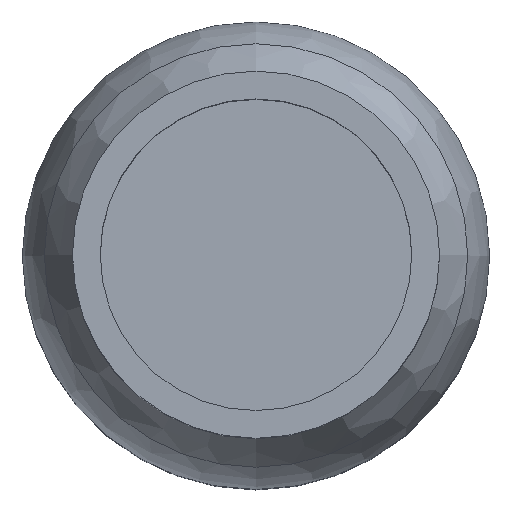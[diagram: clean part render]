
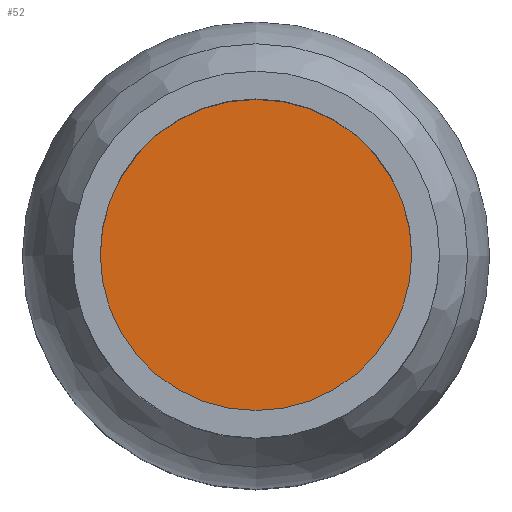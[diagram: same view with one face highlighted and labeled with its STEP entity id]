
A CAD part, top view. The second image highlights one B-rep face of the part: STEP entity #52.
In plain terms, the highlighted planar face has unit normal (0, 0, 1).
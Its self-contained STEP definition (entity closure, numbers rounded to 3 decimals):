
#52 = ADVANCED_FACE( '', ( #113 ), #114, .F. );
#113 = FACE_OUTER_BOUND( '', #284, .T. );
#114 = PLANE( '', #285 );
#284 = EDGE_LOOP( '', ( #384 ) );
#285 = AXIS2_PLACEMENT_3D( '', #385, #386, #387 );
#384 = ORIENTED_EDGE( '', *, *, #454, .F. );
#385 = CARTESIAN_POINT( '', ( 0., 0., 63.822 ) );
#386 = DIRECTION( '', ( 0., 0., -1. ) );
#387 = DIRECTION( '', ( -1., 0., 0. ) );
#454 = EDGE_CURVE( '', #494, #494, #495, .T. );
#494 = VERTEX_POINT( '', #540 );
#495 = CIRCLE( '', #541, 14. );
#540 = CARTESIAN_POINT( '', ( 14., 0., 63.822 ) );
#541 = AXIS2_PLACEMENT_3D( '', #588, #589, #590 );
#588 = CARTESIAN_POINT( '', ( 0., 0., 63.822 ) );
#589 = DIRECTION( '', ( 0., 0., -1. ) );
#590 = DIRECTION( '', ( 1., 0., 0. ) );
